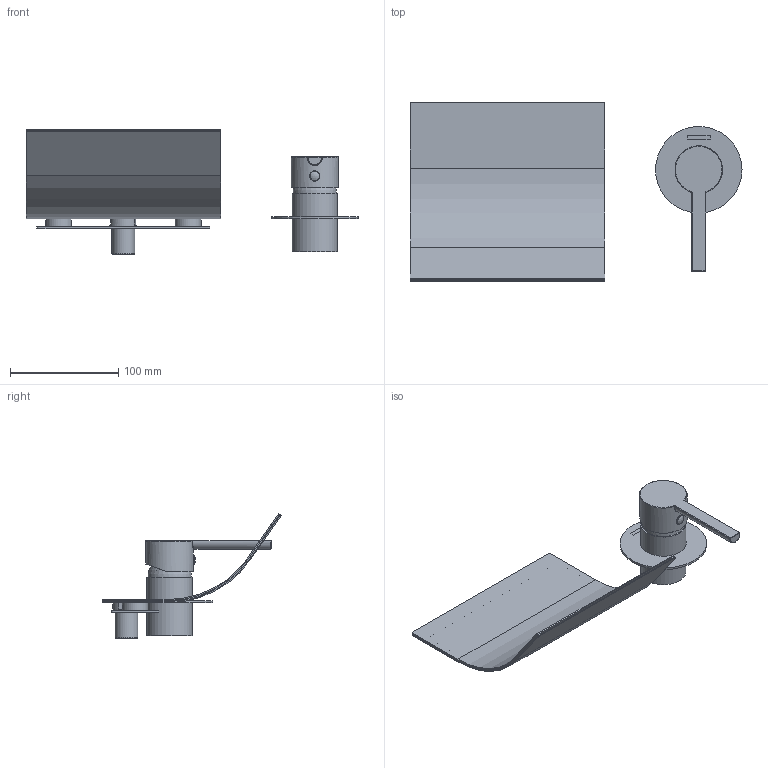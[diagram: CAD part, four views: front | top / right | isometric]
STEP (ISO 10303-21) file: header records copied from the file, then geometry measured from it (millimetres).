
FILE_DESCRIPTION (( 'STEP AP203' ), '1' );
FILE_NAME ('33AP00913.STEP', '2021-01-27T09:00:50', ( '' ), ( '' ), 'SwSTEP 2.0', 'SolidWorks 2018', '' );
FILE_SCHEMA (( 'CONFIG_CONTROL_DESIGN' ));
Length unit declared in the file: millimetre
Products named in the file (1): 33AP00913
Bounding box: 307.1 x 165.36 x 115.34 mm (x, y, z)
Volume: 135144.1 mm3; surface area: 215679.8 mm2
Topology: 13 solids, 13 shells, 313 faces, 746 edges, 460 vertices
Faces by surface type: plane 123, cylinder 106, bspline 35, cone 29, torus 11, sphere 9
Full cylindrical faces by diameter (mm): 3.3 x3, 4 x1, 4.2 x1, 6.8 x1, 8 x1, 9.5 x1, 13.1 x1, 14 x1, 15 x1, 15.1 x1, 16.4 x1, 18.1 x2, 20.955 x1, 21.9 x4, 22.1 x2, 22.5 x1, 22.9 x2, 23 x1, 23.9 x2, 25 x1, 31 x1, 34 x1, 35.8 x1, 36.5 x5, 37 x1, 39 x2, 42 x1, 42.5 x1, 44 x1, 80 x1
Entity records: 12780 total; most frequent: CARTESIAN_POINT 6341, DIRECTION 1271, ORIENTED_EDGE 1232, EDGE_CURVE 616, AXIS2_PLACEMENT_3D 501, EDGE_LOOP 428, VERTEX_POINT 424, FACE_OUTER_BOUND 357
